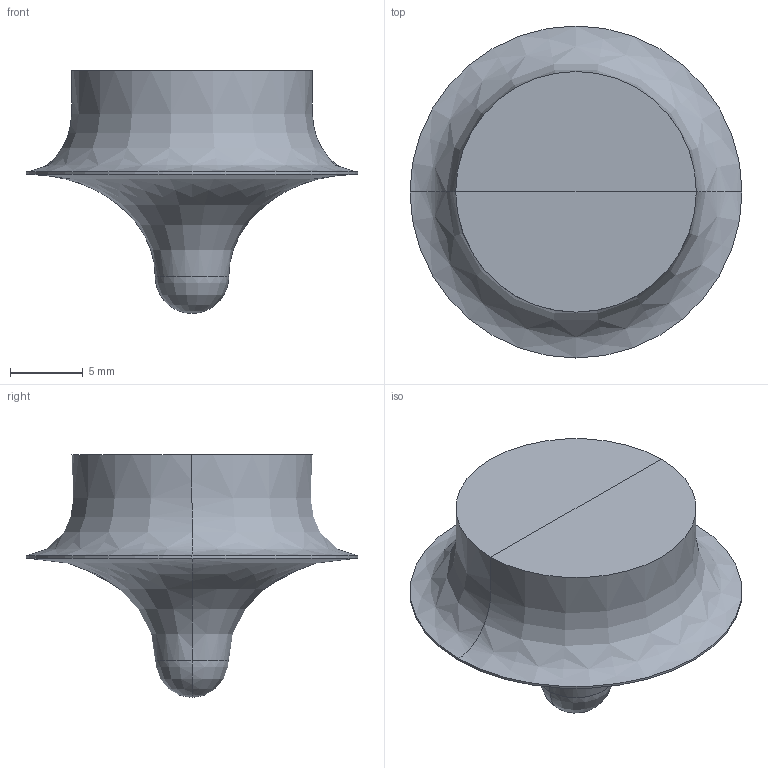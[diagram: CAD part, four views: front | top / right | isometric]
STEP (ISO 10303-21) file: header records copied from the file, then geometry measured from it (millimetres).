
FILE_DESCRIPTION(('Open CASCADE Model'),'2;1');
FILE_NAME('Open CASCADE Shape Model','2023-12-01T13:44:44',('Author'),( 'Open CASCADE'),'Open CASCADE STEP processor 7.7','Open CASCADE 7.7' ,'Unknown');
FILE_SCHEMA(('AUTOMOTIVE_DESIGN { 1 0 10303 214 1 1 1 1 }'));
Length unit declared in the file: millimetre
Products named in the file (1): Open CASCADE STEP translator 7.7 1
Bounding box: 22.85 x 22.85 x 16.72 mm (x, y, z)
Volume: 2285.2 mm3; surface area: 1223.2 mm2
Topology: 1 solids, 1 shells, 10 faces, 19 edges, 9 vertices
Faces by surface type: revolution 6, cylinder 2, plane 2
Entity records: 1789 total; most frequent: CARTESIAN_POINT 1595, DIRECTION 35, ORIENTED_EDGE 34, EDGE_CURVE 17, AXIS2_PLACEMENT_3D 13, B_SPLINE_CURVE_WITH_KNOTS 12, ADVANCED_FACE 10, FACE_BOUND 10
